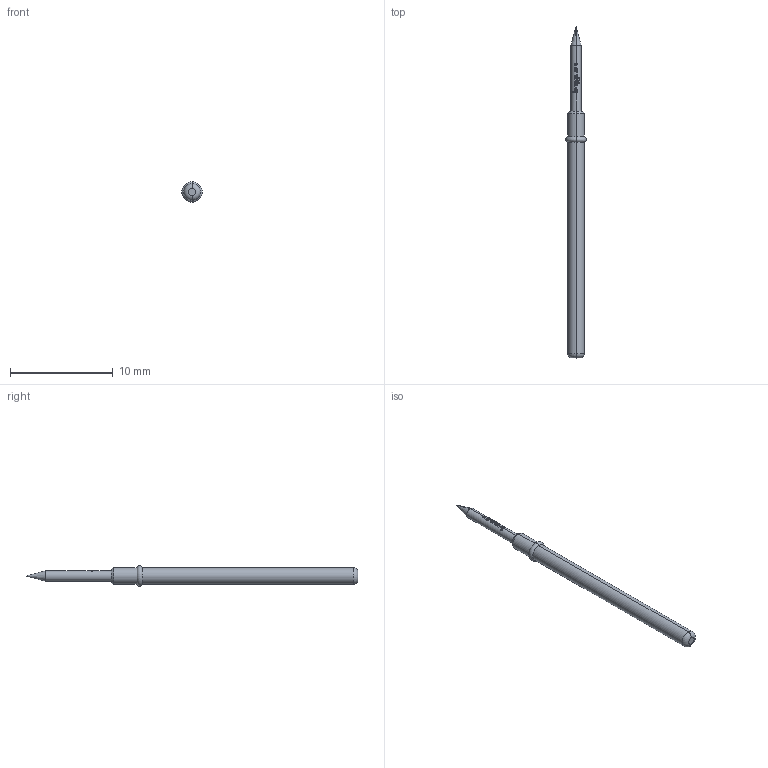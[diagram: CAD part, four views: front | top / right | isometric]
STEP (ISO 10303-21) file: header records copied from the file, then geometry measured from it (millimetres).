
FILE_DESCRIPTION (( 'STEP AP203' ), '1' );
FILE_NAME ('INGUN_GKS-112_201_100_R_xx03.STEP', '2021-12-22T10:11:13', ( 'ochi' ), ( '' ), 'SwSTEP 2.0', 'SolidWorks 2018', '' );
FILE_SCHEMA (( 'CONFIG_CONTROL_DESIGN' ));
Length unit declared in the file: millimetre
Products named in the file (1): INGUN_GKS-112_201_100_R_xx03
Bounding box: 2 x 32.3 x 2 mm (x, y, z)
Volume: 56.9 mm3; surface area: 150.8 mm2
Topology: 1 solids, 1 shells, 88 faces, 245 edges, 159 vertices
Faces by surface type: plane 42, bspline 22, cylinder 16, cone 4, torus 4
Entity records: 3152 total; most frequent: CARTESIAN_POINT 991, ORIENTED_EDGE 486, DIRECTION 369, EDGE_CURVE 243, VERTEX_POINT 159, AXIS2_PLACEMENT_3D 145, EDGE_LOOP 90, ADVANCED_FACE 88
